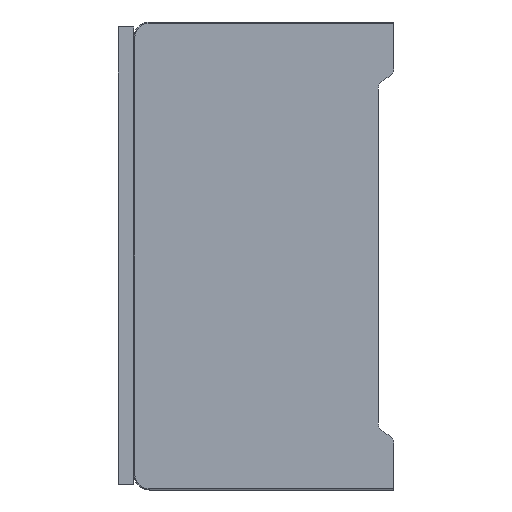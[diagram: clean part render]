
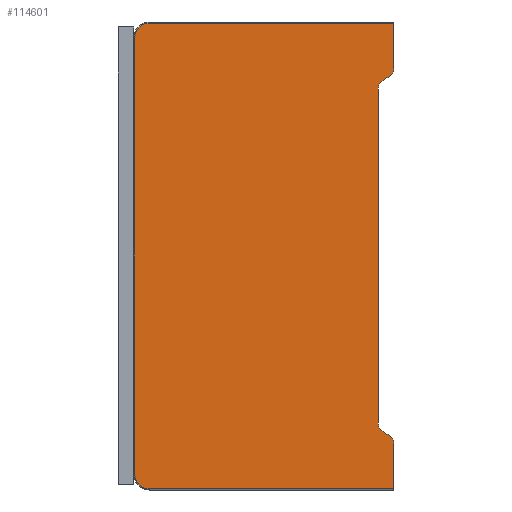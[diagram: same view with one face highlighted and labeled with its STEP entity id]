
A CAD part, left-side view. The second image highlights one B-rep face of the part: STEP entity #114601.
In plain terms, the highlighted planar face has unit normal (-1, 0, 0).
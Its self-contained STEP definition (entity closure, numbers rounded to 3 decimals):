
#39304=DIRECTION('',(0.,0.,1.));
#39305=VECTOR('',#39304,64.226);
#39306=CARTESIAN_POINT('',(0.,3.,-77.113));
#39307=LINE('',#39306,#39305);
#39344=DIRECTION('',(0.,0.,1.));
#39345=VECTOR('',#39344,8.8);
#39346=CARTESIAN_POINT('',(0.,0.,-9.));
#39347=LINE('',#39346,#39345);
#39362=CARTESIAN_POINT('',(0.,1.732,-9.));
#39363=DIRECTION('',(1.,0.,0.));
#39364=DIRECTION('',(0.,-1.,0.));
#39365=AXIS2_PLACEMENT_3D('',#39362,#39363,#39364);
#39367=DIRECTION('',(0.,0.866,-0.5));
#39368=VECTOR('',#39367,1.309);
#39369=CARTESIAN_POINT('',(0.,0.866,-10.5));
#39370=LINE('',#39369,#39368);
#39371=CARTESIAN_POINT('',(0.,1.,-12.887));
#39372=DIRECTION('',(-1.,0.,0.));
#39373=DIRECTION('',(0.,0.5,0.866));
#39374=AXIS2_PLACEMENT_3D('',#39371,#39372,#39373);
#39376=CARTESIAN_POINT('',(0.,1.,-77.113));
#39377=DIRECTION('',(-1.,0.,0.));
#39378=DIRECTION('',(0.,1.,0.));
#39379=AXIS2_PLACEMENT_3D('',#39376,#39377,#39378);
#39381=DIRECTION('',(0.,-0.866,-0.5));
#39382=VECTOR('',#39381,1.309);
#39383=CARTESIAN_POINT('',(0.,2.,
-78.845));
#39384=LINE('',#39383,#39382);
#39385=CARTESIAN_POINT('',(0.,1.732,-81.));
#39386=DIRECTION('',(1.,0.,0.));
#39387=DIRECTION('',(0.,-0.5,0.866));
#39388=AXIS2_PLACEMENT_3D('',#39385,#39386,#39387);
#39390=CARTESIAN_POINT('',(0.,47.,-87.));
#39391=DIRECTION('',(1.,0.,0.));
#39392=DIRECTION('',(0.,0.,-1.));
#39393=AXIS2_PLACEMENT_3D('',#39390,#39391,#39392);
#39395=CARTESIAN_POINT('',(0.,47.,-3.));
#39396=DIRECTION('',(1.,0.,0.));
#39397=DIRECTION('',(0.,1.,0.));
#39398=AXIS2_PLACEMENT_3D('',#39395,#39396,#39397);
#39400=DIRECTION('',(0.,1.,0.));
#39401=VECTOR('',#39400,47.);
#39402=CARTESIAN_POINT('',(0.,0.,-0.2));
#39403=LINE('',#39402,#39401);
#39427=DIRECTION('',(0.,0.,-1.));
#39428=VECTOR('',#39427,84.);
#39429=CARTESIAN_POINT('',(0.,49.8,
-3.));
#39430=LINE('',#39429,#39428);
#39450=DIRECTION('',(0.,-1.,0.));
#39451=VECTOR('',#39450,47.);
#39452=CARTESIAN_POINT('',(0.,47.,
-89.8));
#39453=LINE('',#39452,#39451);
#39464=DIRECTION('',(0.,0.,1.));
#39465=VECTOR('',#39464,8.8);
#39466=CARTESIAN_POINT('',(0.,0.,-89.8));
#39467=LINE('',#39466,#39465);
#46783=CARTESIAN_POINT('',(0.,49.8,-87.));
#46784=VERTEX_POINT('',#46783);
#46785=CARTESIAN_POINT('',(0.,47.,
-89.8));
#46786=VERTEX_POINT('',#46785);
#46787=CARTESIAN_POINT('',(0.,49.8,-3.));
#46788=VERTEX_POINT('',#46787);
#46789=CARTESIAN_POINT('',(0.,47.,-0.2));
#46790=VERTEX_POINT('',#46789);
#46791=CARTESIAN_POINT('',(0.,0.,-0.2));
#46793=VERTEX_POINT('',#46791);
#46795=CARTESIAN_POINT('',(0.,0.,-9.));
#46797=VERTEX_POINT('',#46795);
#46805=CARTESIAN_POINT('',(0.,0.866,-10.5));
#46806=VERTEX_POINT('',#46805);
#49713=CARTESIAN_POINT('',(0.,3.,-12.887));
#49714=VERTEX_POINT('',#49713);
#49715=CARTESIAN_POINT('',(0.,3.,-77.113));
#49716=VERTEX_POINT('',#49715);
#49721=CARTESIAN_POINT('',(0.,2.,
-11.155));
#49722=VERTEX_POINT('',#49721);
#49723=CARTESIAN_POINT('',(0.,2.,
-78.845));
#49724=VERTEX_POINT('',#49723);
#49725=CARTESIAN_POINT('',(0.,0.866,-79.5));
#49726=VERTEX_POINT('',#49725);
#49727=CARTESIAN_POINT('',(0.,0.,-81.));
#49728=VERTEX_POINT('',#49727);
#49729=CARTESIAN_POINT('',(0.,0.,-89.8));
#49730=VERTEX_POINT('',#49729);
#114571=CARTESIAN_POINT('',(0.,24.9,-45.));
#114572=DIRECTION('',(1.,0.,0.));
#114573=DIRECTION('',(0.,0.,1.));
#114574=AXIS2_PLACEMENT_3D('',#114571,#114572,#114573);
#114575=PLANE('',#114574);
#114577=ORIENTED_EDGE('',*,*,#114576,.F.);
#114578=ORIENTED_EDGE('',*,*,#114559,.F.);
#114579=ORIENTED_EDGE('',*,*,#114548,.T.);
#114580=ORIENTED_EDGE('',*,*,#114533,.T.);
#114581=ORIENTED_EDGE('',*,*,#114518,.T.);
#114582=ORIENTED_EDGE('',*,*,#114492,.F.);
#114584=ORIENTED_EDGE('',*,*,#114583,.T.);
#114586=ORIENTED_EDGE('',*,*,#114585,.T.);
#114588=ORIENTED_EDGE('',*,*,#114587,.T.);
#114590=ORIENTED_EDGE('',*,*,#114589,.F.);
#114592=ORIENTED_EDGE('',*,*,#114591,.F.);
#114594=ORIENTED_EDGE('',*,*,#114593,.T.);
#114596=ORIENTED_EDGE('',*,*,#114595,.F.);
#114598=ORIENTED_EDGE('',*,*,#114597,.T.);
#114599=EDGE_LOOP('',(#114577,#114578,#114579,#114580,#114581,#114582,#114584,
#114586,#114588,#114590,#114592,#114594,#114596,#114598));
#114600=FACE_OUTER_BOUND('',#114599,.F.);
#39366=CIRCLE('',#39365,1.732);
#39375=CIRCLE('',#39374,2.);
#39380=CIRCLE('',#39379,2.);
#39389=CIRCLE('',#39388,1.732);
#39394=CIRCLE('',#39393,2.8);
#39399=CIRCLE('',#39398,2.8);
#114492=EDGE_CURVE('',#49716,#49714,#39307,.T.);
#114518=EDGE_CURVE('',#49722,#49714,#39375,.T.);
#114533=EDGE_CURVE('',#46806,#49722,#39370,.T.);
#114548=EDGE_CURVE('',#46797,#46806,#39366,.T.);
#114559=EDGE_CURVE('',#46797,#46793,#39347,.T.);
#114576=EDGE_CURVE('',#46793,#46790,#39403,.T.);
#114583=EDGE_CURVE('',#49716,#49724,#39380,.T.);
#114585=EDGE_CURVE('',#49724,#49726,#39384,.T.);
#114587=EDGE_CURVE('',#49726,#49728,#39389,.T.);
#114589=EDGE_CURVE('',#49730,#49728,#39467,.T.);
#114591=EDGE_CURVE('',#46786,#49730,#39453,.T.);
#114593=EDGE_CURVE('',#46786,#46784,#39394,.T.);
#114595=EDGE_CURVE('',#46788,#46784,#39430,.T.);
#114597=EDGE_CURVE('',#46788,#46790,#39399,.T.);
#114601=ADVANCED_FACE('',(#114600),#114575,.F.);
